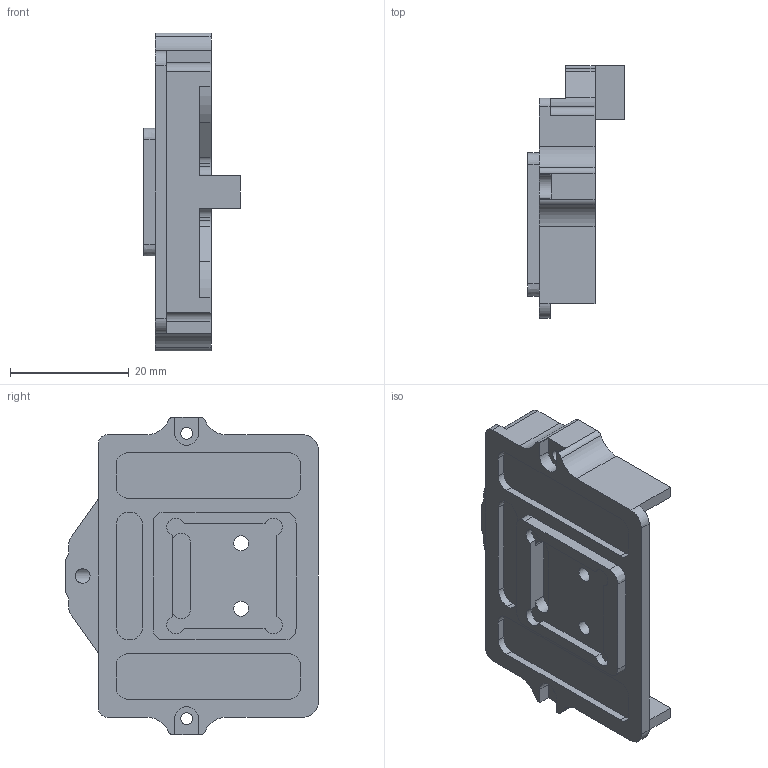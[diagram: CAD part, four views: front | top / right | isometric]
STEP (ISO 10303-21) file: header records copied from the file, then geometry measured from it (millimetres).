
FILE_DESCRIPTION(/* description */ (''),/* implementation_level */ '2;1');
FILE_NAME(/* name */ 'Component1.step',/* time_stamp */ '2018-11-20T14:14:28+01:00',/* author */ (''),/* organization */ (''),/* preprocessor_version */ 'ST-DEVELOPER v17.2',/* originating_system */ 'Autodesk Translation Framework v7.6.0.251',/* authorisation */ '');
FILE_SCHEMA (('AUTOMOTIVE_DESIGN { 1 0 10303 214 3 1 1 }'));
Length unit declared in the file: millimetre
Products named in the file (1): FusionComponent
Bounding box: 16.2 x 42.5 x 53.5 mm (x, y, z)
Volume: 5609.8 mm3; surface area: 6939 mm2
Topology: 1 solids, 1 shells, 136 faces, 387 edges, 259 vertices
Faces by surface type: plane 74, cylinder 58, bspline 4
Full cylindrical faces by diameter (mm): 2 x2, 2.5 x3, 3 x1
Entity records: 4805 total; most frequent: CARTESIAN_POINT 1109, ORIENTED_EDGE 774, DIRECTION 766, EDGE_CURVE 387, VERTEX_POINT 259, AXIS2_PLACEMENT_3D 256, LINE 254, VECTOR 254
